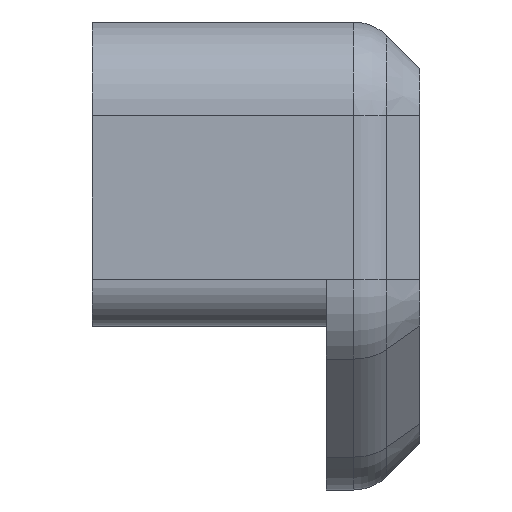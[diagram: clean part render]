
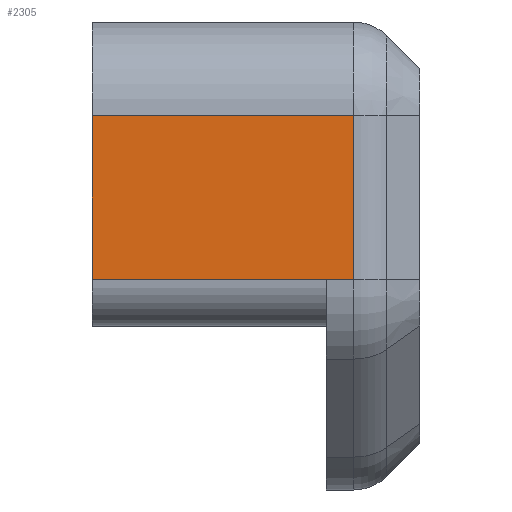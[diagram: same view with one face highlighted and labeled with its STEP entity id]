
A CAD part, left-side view. The second image highlights one B-rep face of the part: STEP entity #2305.
In plain terms, the highlighted planar face has unit normal (-1, 0, 0).
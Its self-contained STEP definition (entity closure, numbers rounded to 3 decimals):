
#231=FACE_OUTER_BOUND('',#368,.T.);
#368=EDGE_LOOP('',(#2104,#2105,#2106,#2107,#2108,#2109));
#488=LINE('',#3295,#695);
#558=LINE('',#3525,#765);
#593=LINE('',#3727,#800);
#675=LINE('',#3995,#882);
#683=LINE('',#4034,#890);
#686=LINE('',#4041,#893);
#695=VECTOR('',#2583,10.);
#765=VECTOR('',#2801,10.);
#800=VECTOR('',#2898,10.);
#882=VECTOR('',#3192,10.);
#890=VECTOR('',#3234,10.);
#893=VECTOR('',#3245,10.);
#905=VERTEX_POINT('',#3292);
#906=VERTEX_POINT('',#3294);
#991=VERTEX_POINT('',#3522);
#992=VERTEX_POINT('',#3524);
#1098=VERTEX_POINT('',#3992);
#1099=VERTEX_POINT('',#3994);
#1111=EDGE_CURVE('',#905,#906,#488,.T.);
#1225=EDGE_CURVE('',#991,#992,#558,.T.);
#1280=EDGE_CURVE('',#992,#905,#593,.T.);
#1412=EDGE_CURVE('',#1098,#1099,#675,.T.);
#1429=EDGE_CURVE('',#1099,#991,#683,.T.);
#1432=EDGE_CURVE('',#906,#1098,#686,.T.);
#2104=ORIENTED_EDGE('',*,*,#1429,.F.);
#2105=ORIENTED_EDGE('',*,*,#1412,.F.);
#2106=ORIENTED_EDGE('',*,*,#1432,.F.);
#2107=ORIENTED_EDGE('',*,*,#1111,.F.);
#2108=ORIENTED_EDGE('',*,*,#1280,.F.);
#2109=ORIENTED_EDGE('',*,*,#1225,.F.);
#2173=PLANE('',#2569);
#2305=ADVANCED_FACE('',(#231),#2173,.T.);
#2569=AXIS2_PLACEMENT_3D('',#4060,#3277,#3278);
#2583=DIRECTION('',(0.,0.,1.));
#2801=DIRECTION('',(0.,0.,1.));
#2898=DIRECTION('',(0.,1.,0.));
#3192=DIRECTION('',(0.,0.,-1.));
#3234=DIRECTION('',(0.,1.,0.));
#3245=DIRECTION('',(0.,-1.,0.));
#3277=DIRECTION('center_axis',(-1.,0.,0.));
#3278=DIRECTION('ref_axis',(0.,0.,1.));
#3292=CARTESIAN_POINT('',(0.,14.,9.));
#3294=CARTESIAN_POINT('',(0.,14.,16.));
#3295=CARTESIAN_POINT('',(0.,14.,4.75));
#3522=CARTESIAN_POINT('',(0.,4.,8.988));
#3524=CARTESIAN_POINT('',(0.,4.,9.));
#3525=CARTESIAN_POINT('',(0.,4.,8.5));
#3727=CARTESIAN_POINT('',(0.,8.,9.));
#3992=CARTESIAN_POINT('',(0.,2.828,16.));
#3994=CARTESIAN_POINT('',(0.,2.828,8.988));
#3995=CARTESIAN_POINT('',(0.,2.828,5.875));
#4034=CARTESIAN_POINT('',(0.,0.,8.988));
#4041=CARTESIAN_POINT('',(0.,0.,16.));
#4060=CARTESIAN_POINT('Origin',(0.,0.,7.));
